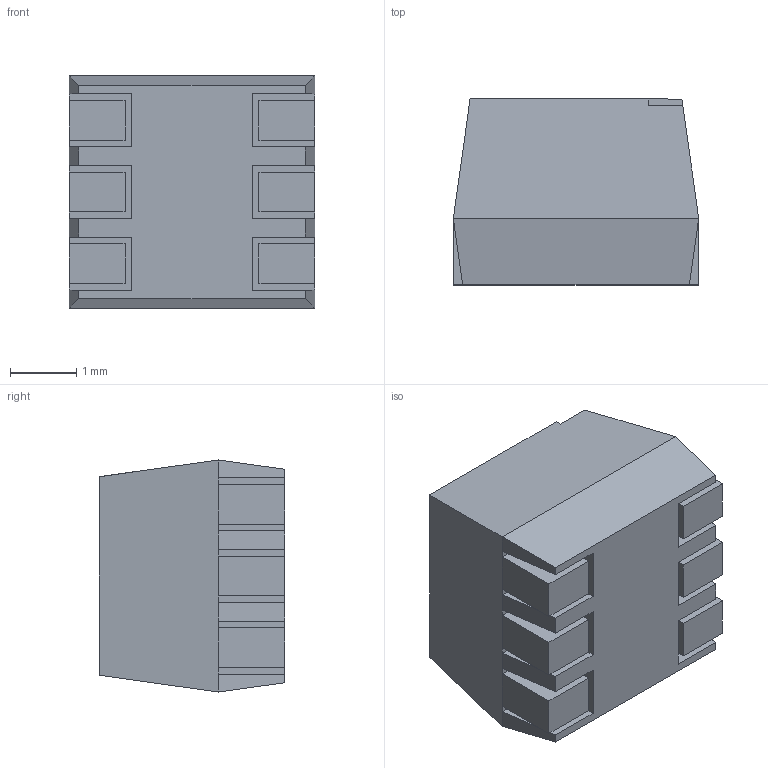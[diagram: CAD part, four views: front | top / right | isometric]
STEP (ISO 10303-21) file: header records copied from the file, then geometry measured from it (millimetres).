
FILE_DESCRIPTION(/* description */ (''),/* implementation_level */ '2;1');
FILE_NAME(/* name */ 'LED_RGB_ASMB-TTF2-0B20B.step',/* time_stamp */ '2021-04-25T18:24:10+02:00',/* author */ (''),/* organization */ (''),/* preprocessor_version */ 'ST-DEVELOPER v18.1',/* originating_system */ 'Autodesk Translation Framework v10.6.0.1341',/* authorisation */ '');
FILE_SCHEMA (('AUTOMOTIVE_DESIGN { 1 0 10303 214 3 1 1 }'));
Length unit declared in the file: millimetre
Products named in the file (1): (Nicht gespeichert)
Bounding box: 3.7 x 2.8 x 3.5 mm (x, y, z)
Volume: 30.5 mm3; surface area: 88 mm2
Topology: 1 solids, 1 shells, 74 faces, 185 edges, 114 vertices
Faces by surface type: plane 73, cylinder 1
Full cylindrical faces by diameter (mm): 2.6 x1
Entity records: 2216 total; most frequent: CARTESIAN_POINT 374, ORIENTED_EDGE 370, DIRECTION 337, EDGE_CURVE 185, LINE 183, VECTOR 183, VERTEX_POINT 114, AXIS2_PLACEMENT_3D 77
